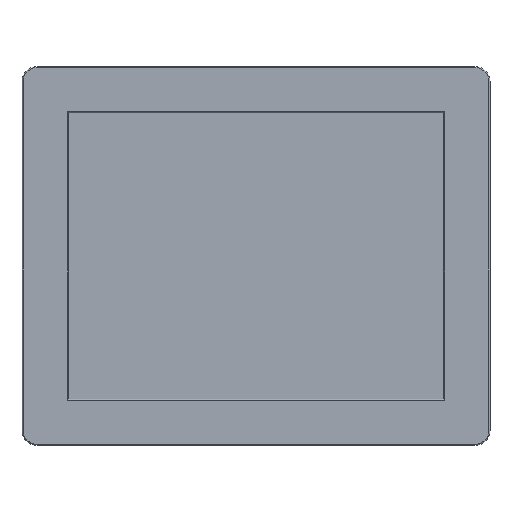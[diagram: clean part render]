
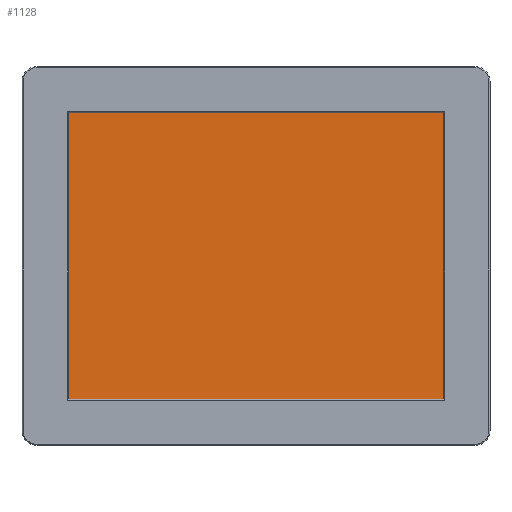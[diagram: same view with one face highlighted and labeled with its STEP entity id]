
A CAD part, top view. The second image highlights one B-rep face of the part: STEP entity #1128.
In plain terms, the highlighted planar face has unit normal (0, 0, 1).
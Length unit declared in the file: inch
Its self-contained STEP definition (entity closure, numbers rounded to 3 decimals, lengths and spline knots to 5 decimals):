
#58=FACE_OUTER_BOUND('',#134,.T.);
#134=EDGE_LOOP('',(#763,#764,#765,#766));
#279=LINE('',#1750,#387);
#280=LINE('',#1752,#388);
#281=LINE('',#1754,#389);
#282=LINE('',#1755,#390);
#387=VECTOR('',#1373,0.3937);
#388=VECTOR('',#1374,0.3937);
#389=VECTOR('',#1375,0.3937);
#390=VECTOR('',#1376,0.3937);
#499=VERTEX_POINT('',#1748);
#500=VERTEX_POINT('',#1749);
#501=VERTEX_POINT('',#1751);
#502=VERTEX_POINT('',#1753);
#599=EDGE_CURVE('',#499,#500,#279,.T.);
#600=EDGE_CURVE('',#501,#499,#280,.T.);
#601=EDGE_CURVE('',#502,#501,#281,.T.);
#602=EDGE_CURVE('',#500,#502,#282,.T.);
#763=ORIENTED_EDGE('',*,*,#599,.F.);
#764=ORIENTED_EDGE('',*,*,#600,.F.);
#765=ORIENTED_EDGE('',*,*,#601,.F.);
#766=ORIENTED_EDGE('',*,*,#602,.F.);
#1084=PLANE('',#1228);
#1128=ADVANCED_FACE('',(#58),#1084,.T.);
#1228=AXIS2_PLACEMENT_3D('',#1747,#1371,#1372);
#1371=DIRECTION('center_axis',(0.,0.,
1.));
#1372=DIRECTION('ref_axis',(1.,0.,0.));
#1373=DIRECTION('',(-1.,0.,0.));
#1374=DIRECTION('',(0.,-1.,0.));
#1375=DIRECTION('',(1.,0.,0.));
#1376=DIRECTION('',(0.,1.,0.));
#1747=CARTESIAN_POINT('Origin',(5.56,-1.94107,0.50992));
#1748=CARTESIAN_POINT('',(10.36063,-5.4917,0.50992));
#1749=CARTESIAN_POINT('',(1.13937,-5.4917,0.50992));
#1750=CARTESIAN_POINT('',(3.34969,-5.4917,0.50992));
#1751=CARTESIAN_POINT('',(10.36063,1.54453,0.50992));
#1752=CARTESIAN_POINT('',(10.36063,-3.71638,0.50992));
#1753=CARTESIAN_POINT('',(1.13937,1.54453,0.50992));
#1754=CARTESIAN_POINT('',(7.96031,1.54453,0.50992));
#1755=CARTESIAN_POINT('',(1.13937,-0.19827,0.50992));
